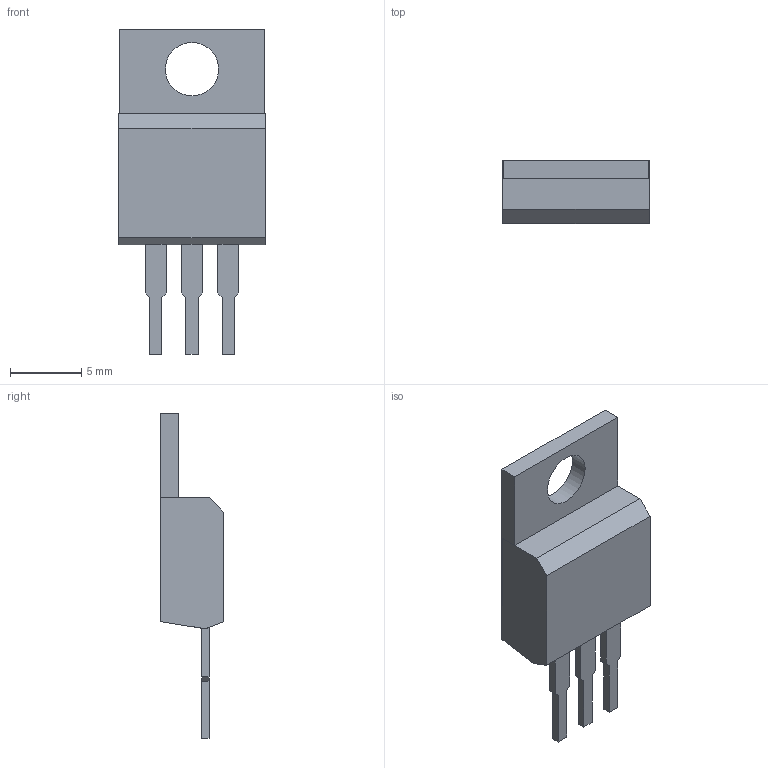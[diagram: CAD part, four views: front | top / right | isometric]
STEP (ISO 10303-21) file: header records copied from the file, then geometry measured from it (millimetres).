
FILE_DESCRIPTION(('FreeCAD Model'),'2;1');
FILE_NAME('Open CASCADE Shape Model','2025-05-14T11:32:28',( 'kicad StepUp'),('ksu MCAD'),'Open CASCADE STEP processor 7.8', 'FreeCAD','Unknown');
FILE_SCHEMA(('AUTOMOTIVE_DESIGN { 1 0 10303 214 1 1 1 1 }'));
Length unit declared in the file: millimetre
Products named in the file (1): TO-220-3_Vertical
Bounding box: 10.25 x 4.46 x 22.77 mm (x, y, z)
Volume: 479.5 mm3; surface area: 549.7 mm2
Topology: 1 solids, 1 shells, 45 faces, 129 edges, 86 vertices
Faces by surface type: plane 44, cylinder 1
Full cylindrical faces by diameter (mm): 3.735 x1
Entity records: 1877 total; most frequent: CARTESIAN_POINT 261, ORIENTED_EDGE 258, DIRECTION 223, EDGE_CURVE 129, LINE 127, VECTOR 127, VERTEX_POINT 86, AXIS2_PLACEMENT_3D 48
